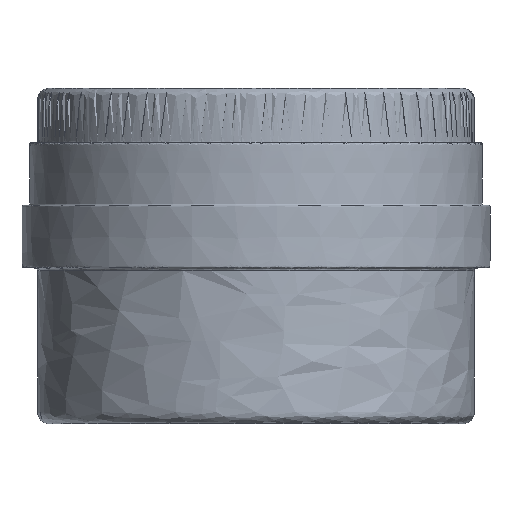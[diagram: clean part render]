
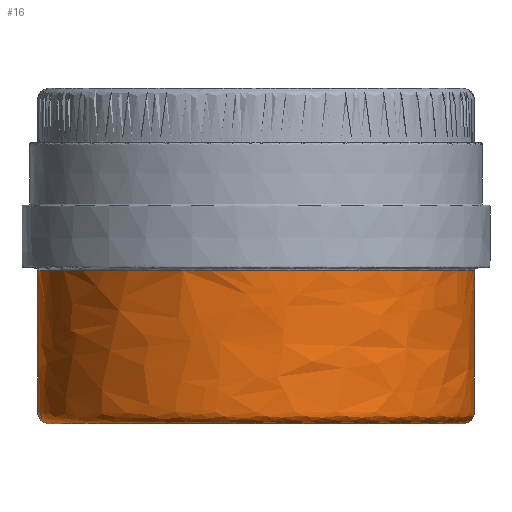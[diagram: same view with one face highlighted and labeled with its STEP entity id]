
A CAD part, front view. The second image highlights one B-rep face of the part: STEP entity #16.
In plain terms, the highlighted free-form (B-spline) face has degree [2, 2] with [9, 5] control points.
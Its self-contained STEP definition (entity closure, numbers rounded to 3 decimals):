
#16=ADVANCED_FACE('',(#20),#64,.T.);
#20=FACE_OUTER_BOUND('',#24,.T.);
#24=EDGE_LOOP('',(#34,#35,#36,#37));
#34=ORIENTED_EDGE('',*,*,#46,.T.);
#35=ORIENTED_EDGE('',*,*,#44,.F.);
#36=ORIENTED_EDGE('',*,*,#42,.F.);
#37=ORIENTED_EDGE('',*,*,#43,.T.);
#42=EDGE_CURVE('',#58,#59,#50,.T.);
#43=EDGE_CURVE('',#58,#60,#51,.T.);
#44=EDGE_CURVE('',#59,#61,#52,.T.);
#46=EDGE_CURVE('',#60,#61,#54,.T.);
#50=(
BOUNDED_CURVE()
B_SPLINE_CURVE(2,(#544,#545,#546,#547,#548),.UNSPECIFIED.,.F.,.F.)
B_SPLINE_CURVE_WITH_KNOTS((3,2,3),(0.,47.124,94.248),
 .UNSPECIFIED.)
CURVE()
GEOMETRIC_REPRESENTATION_ITEM()
RATIONAL_B_SPLINE_CURVE((1.,0.707,1.,0.707,1.))
REPRESENTATION_ITEM('')
);
#51=(
BOUNDED_CURVE()
B_SPLINE_CURVE(2,(#549,#550,#551,#552,#553,#554,#555,#556,#557),
 .UNSPECIFIED.,.F.,.F.)
B_SPLINE_CURVE_WITH_KNOTS((3,2,2,2,3),(-60.371,-42.271,
-39.914,-37.558,-32.063),.UNSPECIFIED.)
CURVE()
GEOMETRIC_REPRESENTATION_ITEM()
RATIONAL_B_SPLINE_CURVE((1.,1.,1.,0.707,1.,0.707,
1.,1.,1.))
REPRESENTATION_ITEM('')
);
#52=(
BOUNDED_CURVE()
B_SPLINE_CURVE(2,(#558,#559,#560,#561,#562,#563,#564,#565,#566),
 .UNSPECIFIED.,.F.,.F.)
B_SPLINE_CURVE_WITH_KNOTS((3,2,2,2,3),(-60.371,-42.271,
-39.914,-37.558,-32.063),.UNSPECIFIED.)
CURVE()
GEOMETRIC_REPRESENTATION_ITEM()
RATIONAL_B_SPLINE_CURVE((1.,1.,1.,0.707,1.,0.707,
1.,1.,1.))
REPRESENTATION_ITEM('')
);
#54=(
BOUNDED_CURVE()
B_SPLINE_CURVE(2,(#572,#573,#574,#575,#576),.UNSPECIFIED.,.F.,.F.)
B_SPLINE_CURVE_WITH_KNOTS((3,2,3),(0.,47.124,94.248),
 .UNSPECIFIED.)
CURVE()
GEOMETRIC_REPRESENTATION_ITEM()
RATIONAL_B_SPLINE_CURVE((1.,0.707,1.,0.707,1.))
REPRESENTATION_ITEM('')
);
#58=VERTEX_POINT('',#540);
#59=VERTEX_POINT('',#541);
#60=VERTEX_POINT('',#542);
#61=VERTEX_POINT('',#543);
#64=(
BOUNDED_SURFACE()
B_SPLINE_SURFACE(2,2,((#450,#451,#452,#453,#454),(#455,#456,#457,#458,#459),
(#460,#461,#462,#463,#464),(#465,#466,#467,#468,#469),(#470,#471,#472,#473,
#474),(#475,#476,#477,#478,#479),(#480,#481,#482,#483,#484),(#485,#486,
#487,#488,#489),(#490,#491,#492,#493,#494)),.UNSPECIFIED.,.F.,.F.,.F.)
B_SPLINE_SURFACE_WITH_KNOTS((3,2,2,2,3),(3,2,3),(-60.371,-42.271,
-39.914,-37.558,-32.063),(0.,47.124,
94.248),.UNSPECIFIED.)
GEOMETRIC_REPRESENTATION_ITEM()
RATIONAL_B_SPLINE_SURFACE(((1.,0.707,1.,0.707,1.),
(1.,0.707,1.,0.707,1.),(1.,0.707,1.,
0.707,1.),(0.707,0.5,0.707,0.5,0.707),
(1.,0.707,1.,0.707,1.),(0.707,0.5,
0.707,0.5,0.707),(1.,0.707,
1.,0.707,1.),(1.,0.707,1.,0.707,1.),
(1.,0.707,1.,0.707,1.)))
REPRESENTATION_ITEM('')
SURFACE()
);
#450=CARTESIAN_POINT('',(156.,0.,19.6));
#451=CARTESIAN_POINT('',(156.,-28.,19.6));
#452=CARTESIAN_POINT('',(184.,-28.,19.6));
#453=CARTESIAN_POINT('',(212.,-28.,19.6));
#454=CARTESIAN_POINT('',(212.,0.,19.6));
#455=CARTESIAN_POINT('',(156.,0.,10.55));
#456=CARTESIAN_POINT('',(156.,-28.,10.55));
#457=CARTESIAN_POINT('',(184.,-28.,10.55));
#458=CARTESIAN_POINT('',(212.,-28.,10.55));
#459=CARTESIAN_POINT('',(212.,0.,10.55));
#460=CARTESIAN_POINT('',(156.,0.,1.5));
#461=CARTESIAN_POINT('',(156.,-28.,1.5));
#462=CARTESIAN_POINT('',(184.,-28.,1.5));
#463=CARTESIAN_POINT('',(212.,-28.,1.5));
#464=CARTESIAN_POINT('',(212.,0.,1.5));
#465=CARTESIAN_POINT('',(156.,0.,0.));
#466=CARTESIAN_POINT('',(156.,-28.,0.));
#467=CARTESIAN_POINT('',(184.,-28.,0.));
#468=CARTESIAN_POINT('',(212.,-28.,0.));
#469=CARTESIAN_POINT('',(212.,0.,0.));
#470=CARTESIAN_POINT('',(157.5,0.,0.));
#471=CARTESIAN_POINT('',(157.5,-26.5,0.));
#472=CARTESIAN_POINT('',(184.,-26.5,0.));
#473=CARTESIAN_POINT('',(210.5,-26.5,0.));
#474=CARTESIAN_POINT('',(210.5,0.,0.));
#475=CARTESIAN_POINT('',(159.,0.,0.));
#476=CARTESIAN_POINT('',(159.,-25.,0.));
#477=CARTESIAN_POINT('',(184.,-25.,0.));
#478=CARTESIAN_POINT('',(209.,-25.,0.));
#479=CARTESIAN_POINT('',(209.,0.,0.));
#480=CARTESIAN_POINT('',(159.,0.,1.5));
#481=CARTESIAN_POINT('',(159.,-25.,1.5));
#482=CARTESIAN_POINT('',(184.,-25.,1.5));
#483=CARTESIAN_POINT('',(209.,-25.,1.5));
#484=CARTESIAN_POINT('',(209.,0.,1.5));
#485=CARTESIAN_POINT('',(159.,0.,21.5));
#486=CARTESIAN_POINT('',(159.,-25.,21.5));
#487=CARTESIAN_POINT('',(184.,-25.,21.5));
#488=CARTESIAN_POINT('',(209.,-25.,21.5));
#489=CARTESIAN_POINT('',(209.,0.,21.5));
#490=CARTESIAN_POINT('',(159.,0.,41.5));
#491=CARTESIAN_POINT('',(159.,-25.,41.5));
#492=CARTESIAN_POINT('',(184.,-25.,41.5));
#493=CARTESIAN_POINT('',(209.,-25.,41.5));
#494=CARTESIAN_POINT('',(209.,0.,41.5));
#540=CARTESIAN_POINT('',(156.,0.,19.6));
#541=CARTESIAN_POINT('',(212.,0.,19.6));
#542=CARTESIAN_POINT('',(159.,0.,41.5));
#543=CARTESIAN_POINT('',(209.,0.,41.5));
#544=CARTESIAN_POINT('',(156.,0.,19.6));
#545=CARTESIAN_POINT('',(156.,-28.,19.6));
#546=CARTESIAN_POINT('',(184.,-28.,19.6));
#547=CARTESIAN_POINT('',(212.,-28.,19.6));
#548=CARTESIAN_POINT('',(212.,0.,19.6));
#549=CARTESIAN_POINT('',(156.,0.,19.6));
#550=CARTESIAN_POINT('',(156.,0.,10.55));
#551=CARTESIAN_POINT('',(156.,0.,1.5));
#552=CARTESIAN_POINT('',(156.,0.,0.));
#553=CARTESIAN_POINT('',(157.5,0.,0.));
#554=CARTESIAN_POINT('',(159.,0.,0.));
#555=CARTESIAN_POINT('',(159.,0.,1.5));
#556=CARTESIAN_POINT('',(159.,0.,21.5));
#557=CARTESIAN_POINT('',(159.,0.,41.5));
#558=CARTESIAN_POINT('',(212.,0.,19.6));
#559=CARTESIAN_POINT('',(212.,0.,10.55));
#560=CARTESIAN_POINT('',(212.,0.,1.5));
#561=CARTESIAN_POINT('',(212.,0.,0.));
#562=CARTESIAN_POINT('',(210.5,0.,0.));
#563=CARTESIAN_POINT('',(209.,0.,0.));
#564=CARTESIAN_POINT('',(209.,0.,1.5));
#565=CARTESIAN_POINT('',(209.,0.,21.5));
#566=CARTESIAN_POINT('',(209.,0.,41.5));
#572=CARTESIAN_POINT('',(159.,0.,41.5));
#573=CARTESIAN_POINT('',(159.,-25.,41.5));
#574=CARTESIAN_POINT('',(184.,-25.,41.5));
#575=CARTESIAN_POINT('',(209.,-25.,41.5));
#576=CARTESIAN_POINT('',(209.,0.,41.5));
